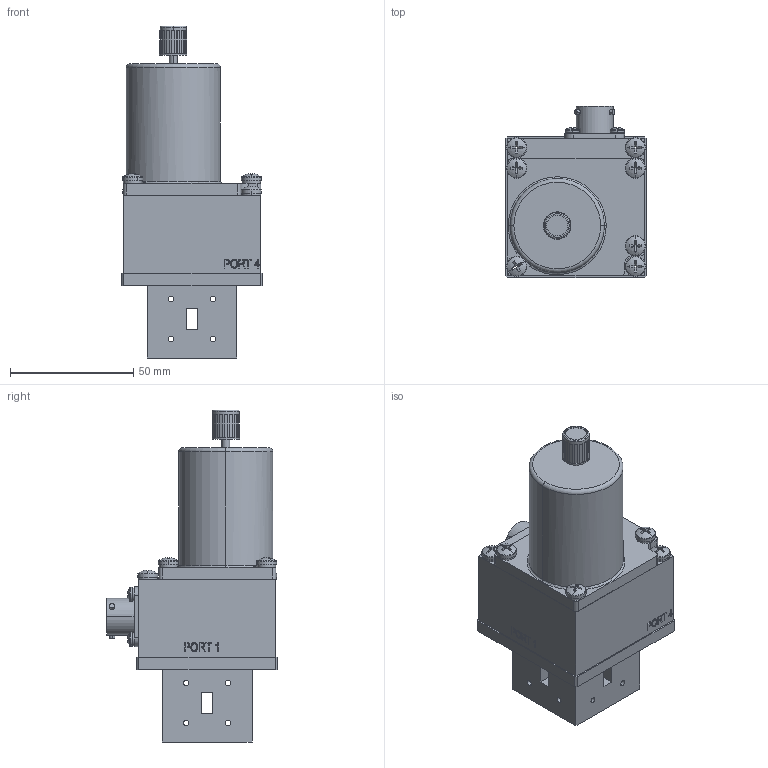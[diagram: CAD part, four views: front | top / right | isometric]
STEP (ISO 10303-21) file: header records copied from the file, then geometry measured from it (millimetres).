
FILE_DESCRIPTION (( 'STEP AP203' ), '1' );
FILE_NAME ('34-xPW.STEP', '2015-06-10T15:59:48', ( '' ), ( '' ), 'SwSTEP 2.0', 'SolidWorks 2014', '' );
FILE_SCHEMA (( 'CONFIG_CONTROL_DESIGN' ));
Length unit declared in the file: inch
Products named in the file (1): 34-xPW
Bounding box: 57.15 x 69.44 x 134.82 mm (x, y, z)
Surface area: 36273.5 mm2 (no closed solid volume)
Topology: 0 solids, 32 shells, 631 faces, 2046 edges, 1405 vertices
Faces by surface type: plane 373, cylinder 137, bspline 58, torus 41, sphere 22
Entity records: 27306 total; most frequent: CARTESIAN_POINT 9611, DIRECTION 3614, ORIENTED_EDGE 3340, EDGE_CURVE 2046, VERTEX_POINT 1405, AXIS2_PLACEMENT_3D 1244, VECTOR 1126, LINE 1126
